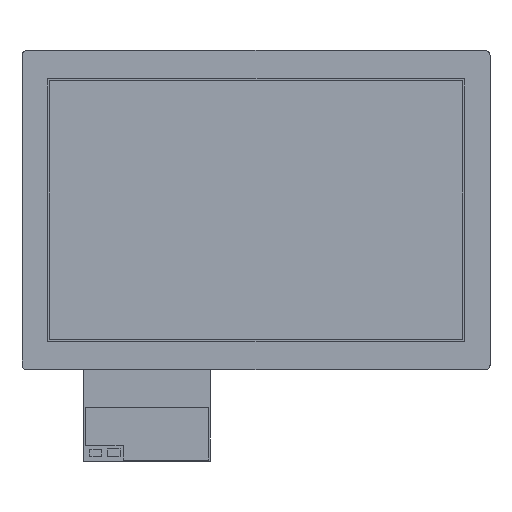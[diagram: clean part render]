
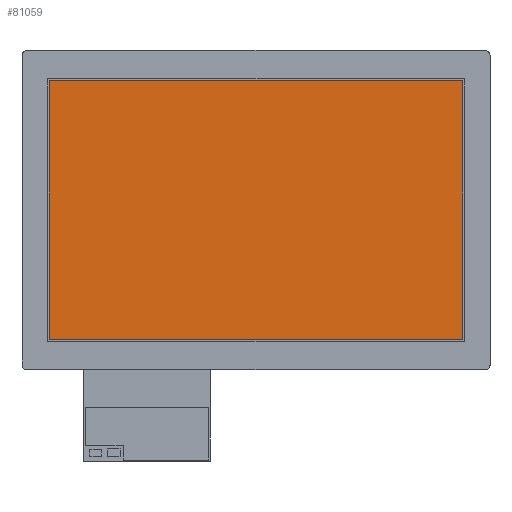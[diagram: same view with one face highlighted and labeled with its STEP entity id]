
A CAD part, top view. The second image highlights one B-rep face of the part: STEP entity #81059.
In plain terms, the highlighted planar face has unit normal (0, 0, 1).
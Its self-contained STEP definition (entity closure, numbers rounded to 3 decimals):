
#8631=FACE_OUTER_BOUND('',#13318,.T.);
#13318=EDGE_LOOP('',(#73440,#73441,#73442,#73443));
#22353=LINE('',#141723,#31453);
#22357=LINE('',#141731,#31457);
#22360=LINE('',#141737,#31460);
#22363=LINE('',#141742,#31463);
#31453=VECTOR('',#109963,10.);
#31457=VECTOR('',#109969,10.);
#31460=VECTOR('',#109974,10.);
#31463=VECTOR('',#109979,10.);
#38645=VERTEX_POINT('',#141721);
#38646=VERTEX_POINT('',#141722);
#38649=VERTEX_POINT('',#141730);
#38651=VERTEX_POINT('',#141736);
#50247=EDGE_CURVE('',#38645,#38646,#22353,.T.);
#50251=EDGE_CURVE('',#38649,#38645,#22357,.T.);
#50254=EDGE_CURVE('',#38651,#38649,#22360,.T.);
#50257=EDGE_CURVE('',#38646,#38651,#22363,.T.);
#73440=ORIENTED_EDGE('',*,*,#50247,.T.);
#73441=ORIENTED_EDGE('',*,*,#50257,.T.);
#73442=ORIENTED_EDGE('',*,*,#50254,.T.);
#73443=ORIENTED_EDGE('',*,*,#50251,.T.);
#76669=PLANE('',#87735);
#81059=ADVANCED_FACE('',(#8631),#76669,.T.);
#87735=AXIS2_PLACEMENT_3D('',#141786,#110017,#110018);
#109963=DIRECTION('',(-1.,0.,0.));
#109969=DIRECTION('',(0.,1.,0.));
#109974=DIRECTION('',(1.,0.,0.));
#109979=DIRECTION('',(0.,-1.,0.));
#110017=DIRECTION('center_axis',(0.,0.,1.));
#110018=DIRECTION('ref_axis',(1.,0.,0.));
#141721=CARTESIAN_POINT('',(130.86,81.9,0.));
#141722=CARTESIAN_POINT('',(-130.86,81.9,0.));
#141723=CARTESIAN_POINT('',(65.43,81.9,0.));
#141730=CARTESIAN_POINT('',(130.86,-81.9,0.));
#141731=CARTESIAN_POINT('',(130.86,-91.45,0.));
#141736=CARTESIAN_POINT('',(-130.86,-81.9,0.));
#141737=CARTESIAN_POINT('',(-65.43,-81.9,0.));
#141742=CARTESIAN_POINT('',(-130.86,-9.55,0.));
#141786=CARTESIAN_POINT('Origin',(0.,-101.,0.));
